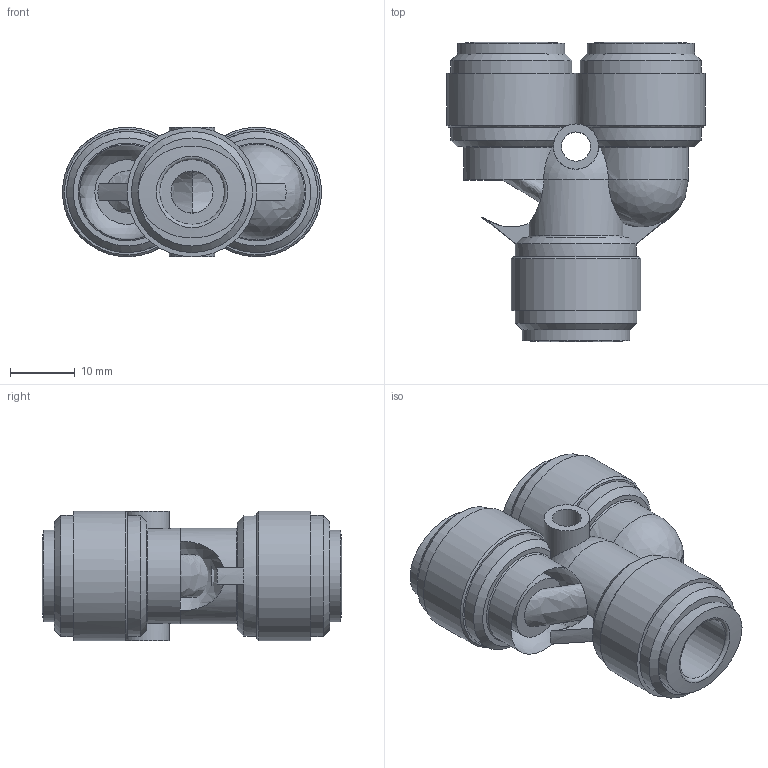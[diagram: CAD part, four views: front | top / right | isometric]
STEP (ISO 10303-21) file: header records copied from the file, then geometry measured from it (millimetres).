
FILE_DESCRIPTION((''),'2;1');
FILE_NAME('Fluidfit Products 3D Ass''HUY 1010.stp','2011-11-04T13:23:19',('Microsoft'),(''),'Autodesk Inventor 2008','Autodesk Inventor 2008','');
FILE_SCHEMA(('AUTOMOTIVE_DESIGN { 1 0 10303 214 1 1 1 1 }'));
Length unit declared in the file: millimetre
Products named in the file (1): HUY 1010
Bounding box: 39.93 x 46.2 x 20 mm (x, y, z)
Volume: 11992.9 mm3; surface area: 7883.8 mm2
Topology: 1 solids, 1 shells, 73 faces, 189 edges, 118 vertices
Faces by surface type: bspline 29, plane 17, cylinder 14, cone 7, torus 3, sphere 3
Full cylindrical faces by diameter (mm): 4.5 x1, 7 x2, 10 x2, 18.7 x3, 20 x1
Entity records: 3099 total; most frequent: CARTESIAN_POINT 1525, ORIENTED_EDGE 316, DIRECTION 296, EDGE_CURVE 158, AXIS2_PLACEMENT_3D 136, VERTEX_POINT 116, EDGE_LOOP 108, CIRCLE 84
